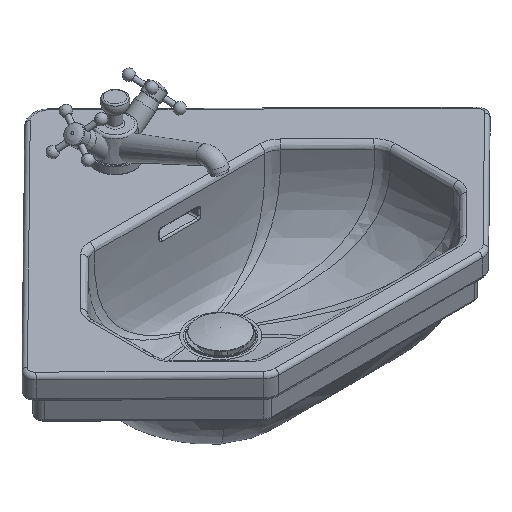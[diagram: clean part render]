
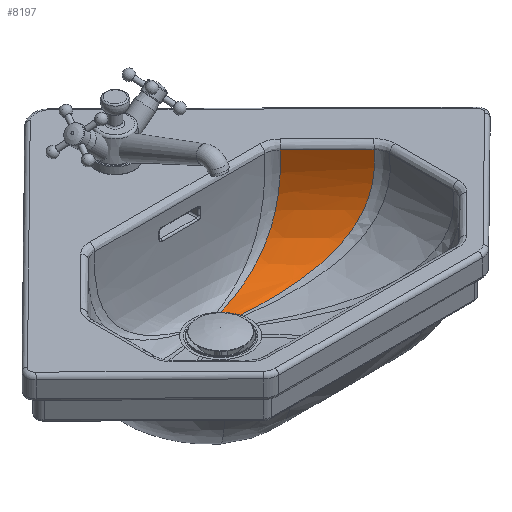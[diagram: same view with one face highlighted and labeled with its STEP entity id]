
A CAD part, isometric view. The second image highlights one B-rep face of the part: STEP entity #8197.
In plain terms, the highlighted free-form (B-spline) face has degree [3, 3] with [13, 4] control points.
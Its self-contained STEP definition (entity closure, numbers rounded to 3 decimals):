
#7009=CARTESIAN_POINT('',(-123.939,253.458,7.377));
#7010=VERTEX_POINT('',#7009);
#7142=CARTESIAN_POINT('',(-184.942,193.278,7.398));
#7143=VERTEX_POINT('',#7142);
#7153=CARTESIAN_POINT('',(-123.939,253.458,7.377));
#7154=CARTESIAN_POINT('',(-144.266,233.391,7.377));
#7155=CARTESIAN_POINT('',(-164.601,213.331,7.385));
#7156=CARTESIAN_POINT('',(-184.942,193.278,7.398));
#7157=B_SPLINE_CURVE_WITH_KNOTS('',3,(#7153,#7154,#7155,#7156),.UNSPECIFIED.,.F.,.U.,(4,4),(-8.569,0.0),.UNSPECIFIED.);
#7158=EDGE_CURVE('',#7010,#7143,#7157,.T.);
#8104=CARTESIAN_POINT('',(-35.981,217.056,130.0));
#8105=VERTEX_POINT('',#8104);
#8106=CARTESIAN_POINT('',(-184.942,193.278,7.398));
#8107=CARTESIAN_POINT('',(-192.077,192.138,81.121));
#8108=CARTESIAN_POINT('',(-142.424,200.065,121.989));
#8109=CARTESIAN_POINT('',(-35.981,217.056,130.0));
#8110=B_SPLINE_CURVE_WITH_KNOTS('',3,(#8106,#8107,#8108,#8109),.UNSPECIFIED.,.F.,.U.,(4,4),(0.032,1.0),.UNSPECIFIED.);
#8111=EDGE_CURVE('',#7143,#8105,#8110,.T.);
#8124=CARTESIAN_POINT('',(-123.919,253.454,7.067));
#8125=CARTESIAN_POINT('',(-124.184,253.192,7.067));
#8126=CARTESIAN_POINT('',(-125.222,252.167,7.067));
#8127=CARTESIAN_POINT('',(-129.04,248.398,7.067));
#8128=CARTESIAN_POINT('',(-136.534,241.001,7.067));
#8129=CARTESIAN_POINT('',(-148.143,229.546,7.067));
#8130=CARTESIAN_POINT('',(-157.159,220.65,7.067));
#8131=CARTESIAN_POINT('',(-165.146,212.772,7.067));
#8132=CARTESIAN_POINT('',(-172.748,205.275,7.067));
#8133=CARTESIAN_POINT('',(-179.758,198.362,7.067));
#8134=CARTESIAN_POINT('',(-183.592,194.581,7.067));
#8135=CARTESIAN_POINT('',(-184.639,193.549,7.067));
#8136=CARTESIAN_POINT('',(-184.909,193.283,7.067));
#8137=CARTESIAN_POINT('',(-128.716,254.447,80.999));
#8138=CARTESIAN_POINT('',(-128.991,254.175,80.999));
#8139=CARTESIAN_POINT('',(-130.069,253.111,80.999));
#8140=CARTESIAN_POINT('',(-134.033,249.199,80.999));
#8141=CARTESIAN_POINT('',(-141.818,241.524,80.999));
#8142=CARTESIAN_POINT('',(-153.889,229.648,80.999));
#8143=CARTESIAN_POINT('',(-163.277,220.435,80.999));
#8144=CARTESIAN_POINT('',(-171.6,212.278,80.999));
#8145=CARTESIAN_POINT('',(-179.526,204.519,80.999));
#8146=CARTESIAN_POINT('',(-186.845,197.368,80.999));
#8147=CARTESIAN_POINT('',(-190.85,193.458,80.999));
#8148=CARTESIAN_POINT('',(-191.944,192.39,80.999));
#8149=CARTESIAN_POINT('',(-192.226,192.115,80.999));
#8150=CARTESIAN_POINT('',(-96.169,247.709,121.977));
#8151=CARTESIAN_POINT('',(-96.376,247.505,121.977));
#8152=CARTESIAN_POINT('',(-97.185,246.707,121.977));
#8153=CARTESIAN_POINT('',(-100.155,243.767,121.977));
#8154=CARTESIAN_POINT('',(-105.967,237.978,121.977));
#8155=CARTESIAN_POINT('',(-114.898,228.953,121.977));
#8156=CARTESIAN_POINT('',(-121.765,221.897,121.977));
#8157=CARTESIAN_POINT('',(-127.81,215.629,121.977));
#8158=CARTESIAN_POINT('',(-133.532,209.647,121.977));
#8159=CARTESIAN_POINT('',(-138.76,204.112,121.977));
#8160=CARTESIAN_POINT('',(-141.607,201.081,121.977));
#8161=CARTESIAN_POINT('',(-142.383,200.253,121.977));
#8162=CARTESIAN_POINT('',(-142.583,200.039,121.977));
#8163=CARTESIAN_POINT('',(-26.28,233.242,130.0));
#8164=CARTESIAN_POINT('',(-26.339,233.183,130.0));
#8165=CARTESIAN_POINT('',(-26.571,232.956,130.));
#8166=CARTESIAN_POINT('',(-27.407,232.102,130.));
#8167=CARTESIAN_POINT('',(-28.982,230.364,130.));
#8168=CARTESIAN_POINT('',(-31.17,227.46,130.));
#8169=CARTESIAN_POINT('',(-32.621,225.038,130.));
#8170=CARTESIAN_POINT('',(-33.776,222.824,130.));
#8171=CARTESIAN_POINT('',(-34.765,220.66,130.));
#8172=CARTESIAN_POINT('',(-35.505,218.595,130.0));
#8173=CARTESIAN_POINT('',(-35.865,217.451,130.0));
#8174=CARTESIAN_POINT('',(-35.957,217.137,130.0));
#8175=CARTESIAN_POINT('',(-35.981,217.056,130.0));
#8176=B_SPLINE_SURFACE_WITH_KNOTS('',3,3,((#8124,#8137,#8150,#8163),(#8125,#8138,#8151,#8164),(#8126,#8139,#8152,#8165),(#8127,#8140,#8153,#8166),(#8128,#8141,#8154,#8167),(#8129,#8142,#8155,#8168),(#8130,#8143,#8156,#8169),(#8131,#8144,#8157,#8170),(#8132,#8145,#8158,#8171),(#8133,#8146,#8159,#8172),(#8134,#8147,#8160,#8173),(#8135,#8148,#8161,#8174),(#8136,#8149,#8162,#8175)),.UNSPECIFIED.,.F.,.F.,.U.,(4,1,1,1,1,1,1,1,1,1,4),(4,4),(0.0,0.071,0.143,0.286,0.429,0.571,0.595,0.714,0.857,0.929,1.0),(0.03,1.0),.UNSPECIFIED.);
#8177=ORIENTED_EDGE('',*,*,#7158,.F.);
#8178=CARTESIAN_POINT('',(-26.28,233.242,130.0));
#8179=VERTEX_POINT('',#8178);
#8180=CARTESIAN_POINT('',(-123.939,253.458,7.377));
#8181=CARTESIAN_POINT('',(-128.624,254.428,81.114));
#8182=CARTESIAN_POINT('',(-96.072,247.689,121.988));
#8183=CARTESIAN_POINT('',(-26.28,233.242,130.0));
#8184=B_SPLINE_CURVE_WITH_KNOTS('',3,(#8180,#8181,#8182,#8183),.UNSPECIFIED.,.F.,.U.,(4,4),(0.032,1.0),.UNSPECIFIED.);
#8185=EDGE_CURVE('',#7010,#8179,#8184,.T.);
#8186=ORIENTED_EDGE('',*,*,#8185,.T.);
#8187=CARTESIAN_POINT('',(0.,206.491,130.0));
#8188=DIRECTION('',(0.0,0.0,1.0));
#8189=DIRECTION('',(1.0,0.0,0.0));
#8190=AXIS2_PLACEMENT_3D('',#8187,#8188,#8189);
#8191=CIRCLE('',#8190,37.5);
#8192=EDGE_CURVE('',#8179,#8105,#8191,.T.);
#8193=ORIENTED_EDGE('',*,*,#8192,.T.);
#8194=ORIENTED_EDGE('',*,*,#8111,.F.);
#8195=EDGE_LOOP('',(#8177,#8186,#8193,#8194));
#8196=FACE_OUTER_BOUND('',#8195,.T.);
#8197=ADVANCED_FACE('',(#8196),#8176,.F.);
